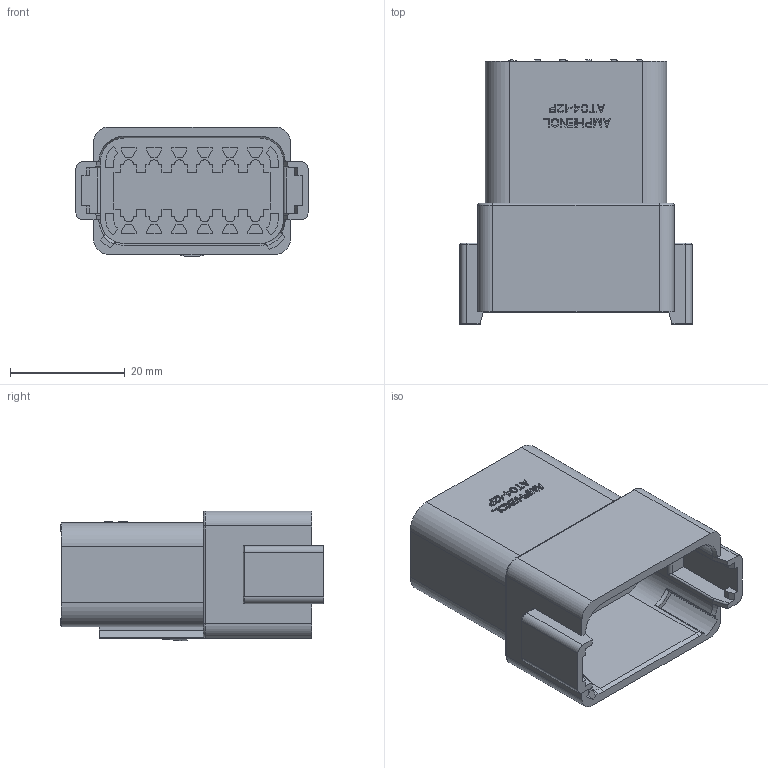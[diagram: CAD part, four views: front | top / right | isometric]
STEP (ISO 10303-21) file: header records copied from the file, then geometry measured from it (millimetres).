
FILE_DESCRIPTION((''),'2;1');
FILE_NAME('C-AT04-12PA-NES_3D','2020-10-30T',('OrionLi'),(''),'PRO/ENGINEER BY PARAMETRIC TECHNOLOGY CORPORATION, 2016360','PRO/ENGINEER BY PARAMETRIC TECHNOLOGY CORPORATION, 2016360','');
FILE_SCHEMA(('CONFIG_CONTROL_DESIGN'));
Length unit declared in the file: millimetre
Products named in the file (1): C-AT04-12PA-NES_3D
Bounding box: 40.45 x 46 x 22.63 mm (x, y, z)
Volume: 17960.2 mm3; surface area: 8710.5 mm2
Topology: 1 solids, 1 shells, 1186 faces, 3275 edges, 2178 vertices
Faces by surface type: plane 1037, cylinder 92, torus 38, cone 15, bspline 4
Entity records: 37504 total; most frequent: CARTESIAN_POINT 6998, ORIENTED_EDGE 6550, DIRECTION 5870, EDGE_CURVE 3275, VECTOR 2926, LINE 2926, VERTEX_POINT 2178, AXIS2_PLACEMENT_3D 1472
